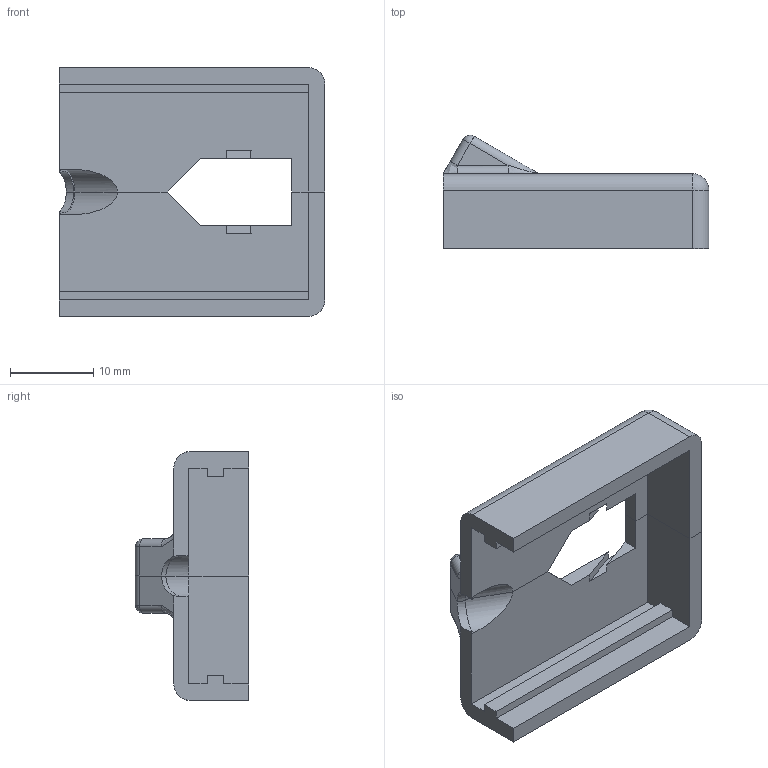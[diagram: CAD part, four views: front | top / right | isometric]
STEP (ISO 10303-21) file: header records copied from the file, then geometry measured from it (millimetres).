
FILE_DESCRIPTION(('FreeCAD Model'),'2;1');
FILE_NAME('Lid.step','2015-03-22T21:04:50',('FreeCAD'),('FreeCAD'), 'Open CASCADE STEP processor 6.7','FreeCAD','Unknown');
FILE_SCHEMA(('AUTOMOTIVE_DESIGN_CC2 { 1 2 10303 214 -1 1 5 4 }'));
Length unit declared in the file: millimetre
Products named in the file (1): Lid
Bounding box: 32 x 13.63 x 30 mm (x, y, z)
Volume: 3057.5 mm3; surface area: 3436 mm2
Topology: 1 solids, 1 shells, 74 faces, 188 edges, 110 vertices
Faces by surface type: plane 46, cylinder 20, bspline 4, sphere 4
Entity records: 5990 total; most frequent: CARTESIAN_POINT 2353, DIRECTION 651, LINE 439, VECTOR 439, ORIENTED_EDGE 368, PCURVE 368, DEFINITIONAL_REPRESENTATION 368, EDGE_CURVE 184
